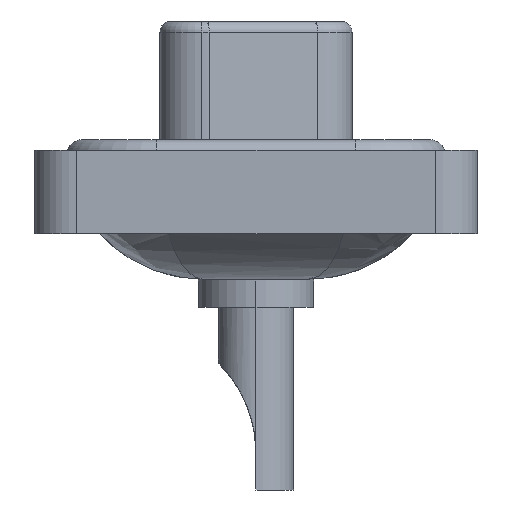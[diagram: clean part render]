
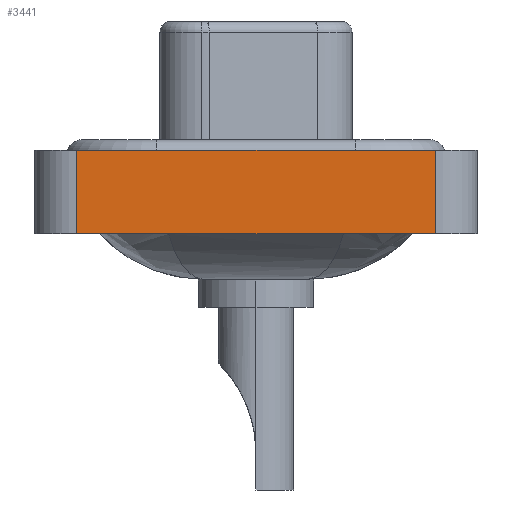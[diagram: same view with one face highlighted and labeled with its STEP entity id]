
A CAD part, left-side view. The second image highlights one B-rep face of the part: STEP entity #3441.
In plain terms, the highlighted planar face has unit normal (-1, 0, 0).
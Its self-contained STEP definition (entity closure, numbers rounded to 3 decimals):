
#634 = EDGE_CURVE ( 'NONE', #16593, #5654, #7243, .T. ) ;
#2059 = PLANE ( 'NONE',  #8511 ) ;
#2203 = DIRECTION ( 'NONE',  ( 0., -1., 0. ) ) ;
#2618 = DIRECTION ( 'NONE',  ( 0., -1., 0. ) ) ;
#3441 = ADVANCED_FACE ( 'NONE', ( #4698 ), #2059, .T. ) ;
#3476 = VERTEX_POINT ( 'NONE', #3562 ) ;
#3562 = CARTESIAN_POINT ( 'NONE',  ( -7.35, 8.55, 0.4 ) ) ;
#3593 = EDGE_LOOP ( 'NONE', ( #15679, #15019, #4548, #4203 ) ) ;
#4203 = ORIENTED_EDGE ( 'NONE', *, *, #4611, .T. ) ;
#4236 = LINE ( 'NONE', #9940, #4452 ) ;
#4452 = VECTOR ( 'NONE', #15633, 1000. ) ;
#4548 = ORIENTED_EDGE ( 'NONE', *, *, #7698, .F. ) ;
#4611 = EDGE_CURVE ( 'NONE', #12671, #16593, #15140, .T. ) ;
#4698 = FACE_OUTER_BOUND ( 'NONE', #3593, .T. ) ;
#4896 = DIRECTION ( 'NONE',  ( 0., 0., 1. ) ) ;
#5031 = LINE ( 'NONE', #14730, #13183 ) ;
#5654 = VERTEX_POINT ( 'NONE', #12406 ) ;
#7243 = LINE ( 'NONE', #12942, #16041 ) ;
#7698 = EDGE_CURVE ( 'NONE', #12671, #3476, #4236, .T. ) ;
#7766 = CARTESIAN_POINT ( 'NONE',  ( -7.35, -8.55, -3.6 ) ) ;
#8135 = CARTESIAN_POINT ( 'NONE',  ( -7.35, -8.55, -3.6 ) ) ;
#8511 = AXIS2_PLACEMENT_3D ( 'NONE', #7766, #9370, #4896 ) ;
#9370 = DIRECTION ( 'NONE',  ( -1., 0., 0. ) ) ;
#9940 = CARTESIAN_POINT ( 'NONE',  ( -7.35, 8.55, -3.6 ) ) ;
#11721 = DIRECTION ( 'NONE',  ( 0., 0., 1. ) ) ;
#12406 = CARTESIAN_POINT ( 'NONE',  ( -7.35, -8.55, 0.4 ) ) ;
#12547 = CARTESIAN_POINT ( 'NONE',  ( -7.35, 8.55, -3.6 ) ) ;
#12671 = VERTEX_POINT ( 'NONE', #12547 ) ;
#12942 = CARTESIAN_POINT ( 'NONE',  ( -7.35, -8.55, -3.6 ) ) ;
#13175 = VECTOR ( 'NONE', #2618, 1000. ) ;
#13183 = VECTOR ( 'NONE', #2203, 1000. ) ;
#14730 = CARTESIAN_POINT ( 'NONE',  ( -7.35, -8.55, 0.4 ) ) ;
#15019 = ORIENTED_EDGE ( 'NONE', *, *, #15451, .F. ) ;
#15140 = LINE ( 'NONE', #8135, #13175 ) ;
#15451 = EDGE_CURVE ( 'NONE', #3476, #5654, #5031, .T. ) ;
#15633 = DIRECTION ( 'NONE',  ( 0., 0., 1. ) ) ;
#15679 = ORIENTED_EDGE ( 'NONE', *, *, #634, .T. ) ;
#16041 = VECTOR ( 'NONE', #11721, 1000. ) ;
#16593 = VERTEX_POINT ( 'NONE', #16610 ) ;
#16610 = CARTESIAN_POINT ( 'NONE',  ( -7.35, -8.55, -3.6 ) ) ;
